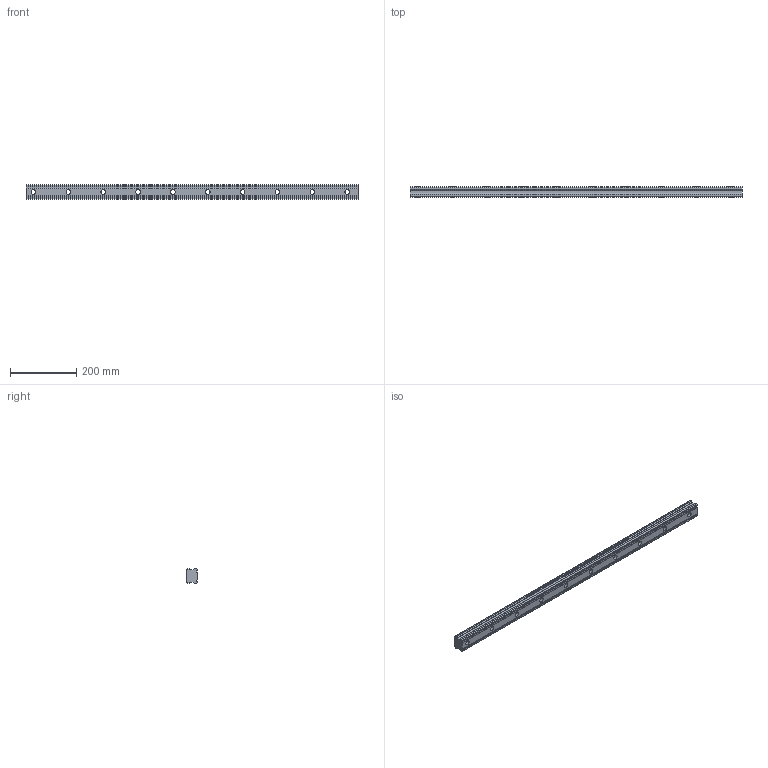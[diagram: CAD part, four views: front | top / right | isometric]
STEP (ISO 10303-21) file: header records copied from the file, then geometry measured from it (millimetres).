
FILE_DESCRIPTION(/* description */ (''),/* implementation_level */ '2;1');
FILE_NAME(/* name */ 'LGBR45L.stp',/* time_stamp */ '2018-07-20T18:00:22+02:00',/* author */ ('nesvadba'),/* organization */ (''),/* preprocessor_version */ 'ST-DEVELOPER v16.1',/* originating_system */ 'Autodesk Inventor 2016',/* authorisation */ '');
FILE_SCHEMA (('AUTOMOTIVE_DESIGN { 1 0 10303 214 3 1 1 }'));
Length unit declared in the file: millimetre
Products named in the file (1): BGR45L01000
Bounding box: 1000 x 31.1 x 45 mm (x, y, z)
Volume: 1215025.5 mm3; surface area: 170202.1 mm2
Topology: 1 solids, 1 shells, 64 faces, 156 edges, 104 vertices
Faces by surface type: plane 36, cylinder 28
Full cylindrical faces by diameter (mm): 14 x10, 20 x10
Entity records: 1860 total; most frequent: DIRECTION 322, CARTESIAN_POINT 305, ORIENTED_EDGE 272, EDGE_CURVE 136, AXIS2_PLACEMENT_3D 121, EDGE_LOOP 114, VERTEX_POINT 104, LINE 80
